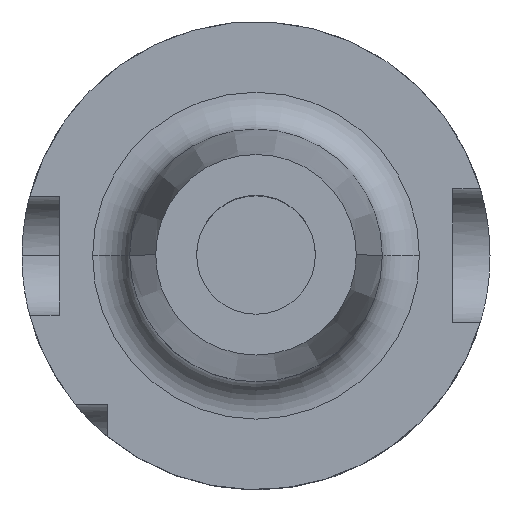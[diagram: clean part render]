
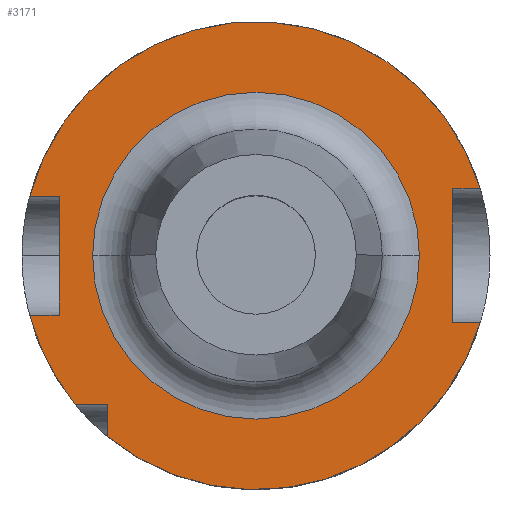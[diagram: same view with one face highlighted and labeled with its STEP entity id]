
A CAD part, top view. The second image highlights one B-rep face of the part: STEP entity #3171.
In plain terms, the highlighted planar face has unit normal (0, 0, 1).
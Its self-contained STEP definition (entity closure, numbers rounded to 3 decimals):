
#15 = VERTEX_POINT ( 'NONE', #102 ) ;
#102 = CARTESIAN_POINT ( 'NONE',  ( -26.5, -8., 26. ) ) ;
#123 = VERTEX_POINT ( 'NONE', #1449 ) ;
#134 = DIRECTION ( 'NONE',  ( 1., 0., 0. ) ) ;
#198 = ORIENTED_EDGE ( 'NONE', *, *, #1992, .F. ) ;
#211 = CARTESIAN_POINT ( 'NONE',  ( -30.467, 8., 26. ) ) ;
#258 = EDGE_CURVE ( 'NONE', #1768, #1780, #2700, .T. ) ;
#272 = ORIENTED_EDGE ( 'NONE', *, *, #258, .T. ) ;
#275 = CARTESIAN_POINT ( 'NONE',  ( 0., 0., 26. ) ) ;
#313 = AXIS2_PLACEMENT_3D ( 'NONE', #2813, #1146, #3112 ) ;
#325 = FACE_OUTER_BOUND ( 'NONE', #1731, .T. ) ;
#332 = VERTEX_POINT ( 'NONE', #3571 ) ;
#358 = DIRECTION ( 'NONE',  ( 0., 1., 0. ) ) ;
#414 = EDGE_CURVE ( 'NONE', #866, #123, #2832, .T. ) ;
#466 = ORIENTED_EDGE ( 'NONE', *, *, #2741, .F. ) ;
#564 = DIRECTION ( 'NONE',  ( 1., 0., 0. ) ) ;
#567 = DIRECTION ( 'NONE',  ( -1., 0., 0. ) ) ;
#571 = DIRECTION ( 'NONE',  ( -1., 0., 0. ) ) ;
#592 = VECTOR ( 'NONE', #2357, 1000. ) ;
#608 = DIRECTION ( 'NONE',  ( 1., 0., 0. ) ) ;
#624 = EDGE_CURVE ( 'NONE', #2532, #15, #1832, .T. ) ;
#650 = DIRECTION ( 'NONE',  ( -1., 0., 0. ) ) ;
#840 = ORIENTED_EDGE ( 'NONE', *, *, #2264, .F. ) ;
#866 = VERTEX_POINT ( 'NONE', #1945 ) ;
#900 = CIRCLE ( 'NONE', #313, 31.5 ) ;
#947 = ORIENTED_EDGE ( 'NONE', *, *, #3388, .F. ) ;
#984 = DIRECTION ( 'NONE',  ( -1., 0., 0. ) ) ;
#988 = CARTESIAN_POINT ( 'NONE',  ( 0., -9., 26. ) ) ;
#1033 = CIRCLE ( 'NONE', #2017, 31.5 ) ;
#1049 = VERTEX_POINT ( 'NONE', #211 ) ;
#1087 = EDGE_CURVE ( 'NONE', #1697, #2707, #3599, .T. ) ;
#1136 = CARTESIAN_POINT ( 'NONE',  ( 26.5, 17., 26. ) ) ;
#1146 = DIRECTION ( 'NONE',  ( 0., 0., -1. ) ) ;
#1197 = CARTESIAN_POINT ( 'NONE',  ( 0., -8., 26. ) ) ;
#1219 = VERTEX_POINT ( 'NONE', #2702 ) ;
#1231 = VECTOR ( 'NONE', #1828, 1000. ) ;
#1266 = CARTESIAN_POINT ( 'NONE',  ( 0., 0., 26. ) ) ;
#1363 = EDGE_CURVE ( 'NONE', #1049, #1219, #1578, .T. ) ;
#1366 = LINE ( 'NONE', #2228, #3452 ) ;
#1449 = CARTESIAN_POINT ( 'NONE',  ( -24.336, -20., 26. ) ) ;
#1458 = EDGE_CURVE ( 'NONE', #332, #1768, #2696, .T. ) ;
#1490 = CARTESIAN_POINT ( 'NONE',  ( 0., 0., 26. ) ) ;
#1491 = AXIS2_PLACEMENT_3D ( 'NONE', #1266, #2656, #984 ) ;
#1533 = CARTESIAN_POINT ( 'NONE',  ( 0., 17., 26. ) ) ;
#1574 = VERTEX_POINT ( 'NONE', #2579 ) ;
#1578 = CIRCLE ( 'NONE', #1491, 31.5 ) ;
#1665 = CARTESIAN_POINT ( 'NONE',  ( 0., 0., 26. ) ) ;
#1668 = ORIENTED_EDGE ( 'NONE', *, *, #1363, .F. ) ;
#1697 = VERTEX_POINT ( 'NONE', #3544 ) ;
#1730 = VECTOR ( 'NONE', #2754, 1000. ) ;
#1731 = EDGE_LOOP ( 'NONE', ( #2029, #1928, #466, #1854, #272, #3184, #1668, #947, #198, #2332, #840 ) ) ;
#1768 = VERTEX_POINT ( 'NONE', #2480 ) ;
#1780 = VERTEX_POINT ( 'NONE', #2830 ) ;
#1804 = DIRECTION ( 'NONE',  ( 0., 0., 1. ) ) ;
#1828 = DIRECTION ( 'NONE',  ( 0., 1., 0. ) ) ;
#1832 = LINE ( 'NONE', #1197, #3051 ) ;
#1854 = ORIENTED_EDGE ( 'NONE', *, *, #1458, .T. ) ;
#1907 = VERTEX_POINT ( 'NONE', #2308 ) ;
#1911 = AXIS2_PLACEMENT_3D ( 'NONE', #1490, #3419, #608 ) ;
#1923 = CARTESIAN_POINT ( 'NONE',  ( -26.5, 17., 26. ) ) ;
#1928 = ORIENTED_EDGE ( 'NONE', *, *, #2834, .F. ) ;
#1940 = VECTOR ( 'NONE', #650, 1000. ) ;
#1942 = CARTESIAN_POINT ( 'NONE',  ( -22., 0., 26. ) ) ;
#1943 = DIRECTION ( 'NONE',  ( -1., 0., 0. ) ) ;
#1945 = CARTESIAN_POINT ( 'NONE',  ( -20., -20., 26. ) ) ;
#1992 = EDGE_CURVE ( 'NONE', #15, #1574, #2977, .T. ) ;
#2017 = AXIS2_PLACEMENT_3D ( 'NONE', #1665, #3659, #1943 ) ;
#2027 = EDGE_CURVE ( 'NONE', #2707, #1697, #2874, .T. ) ;
#2029 = ORIENTED_EDGE ( 'NONE', *, *, #414, .F. ) ;
#2091 = CARTESIAN_POINT ( 'NONE',  ( 0., 9., 26. ) ) ;
#2128 = ORIENTED_EDGE ( 'NONE', *, *, #2027, .T. ) ;
#2225 = DIRECTION ( 'NONE',  ( 0., 0., -1. ) ) ;
#2228 = CARTESIAN_POINT ( 'NONE',  ( 0., 8., 26. ) ) ;
#2264 = EDGE_CURVE ( 'NONE', #123, #2532, #1033, .T. ) ;
#2304 = CARTESIAN_POINT ( 'NONE',  ( -20., 17., 26. ) ) ;
#2308 = CARTESIAN_POINT ( 'NONE',  ( -20., -24.336, 26. ) ) ;
#2332 = ORIENTED_EDGE ( 'NONE', *, *, #624, .F. ) ;
#2357 = DIRECTION ( 'NONE',  ( 1., 0., 0. ) ) ;
#2366 = CARTESIAN_POINT ( 'NONE',  ( -30.467, -8., 26. ) ) ;
#2443 = CARTESIAN_POINT ( 'NONE',  ( 0., -20., 26. ) ) ;
#2475 = EDGE_CURVE ( 'NONE', #1780, #1219, #2815, .T. ) ;
#2480 = CARTESIAN_POINT ( 'NONE',  ( 26.5, -9., 26. ) ) ;
#2532 = VERTEX_POINT ( 'NONE', #2366 ) ;
#2577 = PLANE ( 'NONE',  #2867 ) ;
#2579 = CARTESIAN_POINT ( 'NONE',  ( -26.5, 8., 26. ) ) ;
#2656 = DIRECTION ( 'NONE',  ( 0., 0., -1. ) ) ;
#2687 = LINE ( 'NONE', #2304, #3459 ) ;
#2696 = LINE ( 'NONE', #988, #1940 ) ;
#2700 = LINE ( 'NONE', #1136, #1231 ) ;
#2702 = CARTESIAN_POINT ( 'NONE',  ( 30.187, 9., 26. ) ) ;
#2707 = VERTEX_POINT ( 'NONE', #1942 ) ;
#2741 = EDGE_CURVE ( 'NONE', #332, #1907, #900, .T. ) ;
#2754 = DIRECTION ( 'NONE',  ( 0., 1., 0. ) ) ;
#2813 = CARTESIAN_POINT ( 'NONE',  ( 0., 0., 26. ) ) ;
#2815 = LINE ( 'NONE', #2091, #592 ) ;
#2830 = CARTESIAN_POINT ( 'NONE',  ( 26.5, 9., 26. ) ) ;
#2832 = LINE ( 'NONE', #2443, #3601 ) ;
#2834 = EDGE_CURVE ( 'NONE', #1907, #866, #2687, .T. ) ;
#2867 = AXIS2_PLACEMENT_3D ( 'NONE', #1533, #1804, #134 ) ;
#2874 = CIRCLE ( 'NONE', #3025, 22. ) ;
#2910 = DIRECTION ( 'NONE',  ( 1., 0., 0. ) ) ;
#2977 = LINE ( 'NONE', #1923, #1730 ) ;
#3025 = AXIS2_PLACEMENT_3D ( 'NONE', #275, #2225, #564 ) ;
#3051 = VECTOR ( 'NONE', #2910, 1000. ) ;
#3112 = DIRECTION ( 'NONE',  ( -1., 0., 0. ) ) ;
#3171 = ADVANCED_FACE ( 'NONE', ( #3306, #325 ), #2577, .T. ) ;
#3184 = ORIENTED_EDGE ( 'NONE', *, *, #2475, .T. ) ;
#3306 = FACE_BOUND ( 'NONE', #3637, .T. ) ;
#3388 = EDGE_CURVE ( 'NONE', #1574, #1049, #1366, .T. ) ;
#3419 = DIRECTION ( 'NONE',  ( 0., 0., -1. ) ) ;
#3452 = VECTOR ( 'NONE', #571, 1000. ) ;
#3459 = VECTOR ( 'NONE', #358, 1000. ) ;
#3544 = CARTESIAN_POINT ( 'NONE',  ( 22., 0., 26. ) ) ;
#3571 = CARTESIAN_POINT ( 'NONE',  ( 30.187, -9., 26. ) ) ;
#3599 = CIRCLE ( 'NONE', #1911, 22. ) ;
#3601 = VECTOR ( 'NONE', #567, 1000. ) ;
#3625 = ORIENTED_EDGE ( 'NONE', *, *, #1087, .T. ) ;
#3637 = EDGE_LOOP ( 'NONE', ( #3625, #2128 ) ) ;
#3659 = DIRECTION ( 'NONE',  ( 0., 0., -1. ) ) ;
